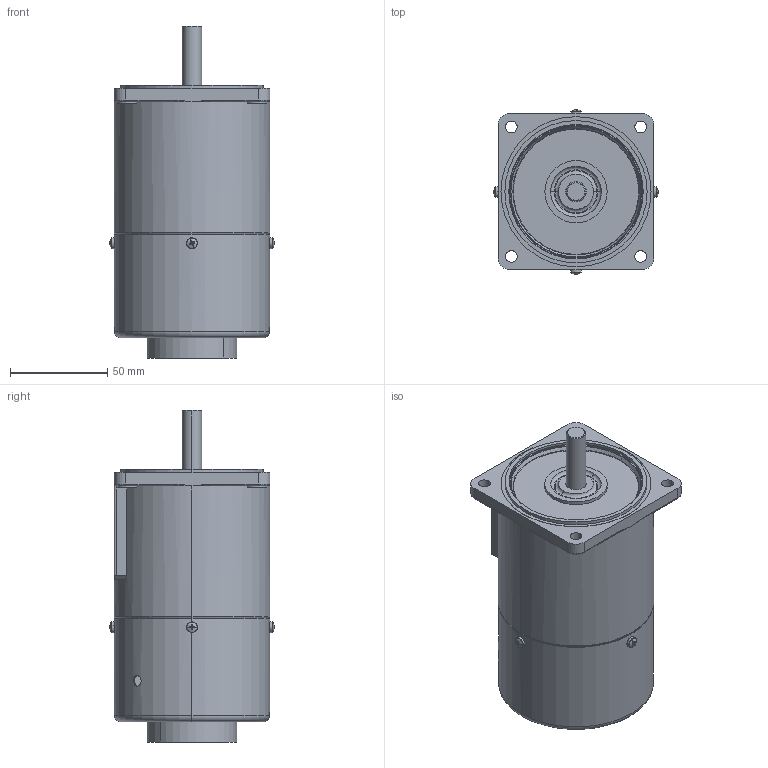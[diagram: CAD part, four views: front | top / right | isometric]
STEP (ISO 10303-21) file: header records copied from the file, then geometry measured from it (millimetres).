
FILE_DESCRIPTION (( 'STEP AP203' ), '1' );
FILE_NAME ('4RK25RA-CM.STEP', '2022-08-25T03:01:56', ( '' ), ( 'Microsoft' ), 'SwSTEP 2.0', 'SolidWorks 2020', '' );
FILE_SCHEMA (( 'CONFIG_CONTROL_DESIGN' ));
Length unit declared in the file: millimetre
Products named in the file (1): 4RK25RA-CM
Bounding box: 84.31 x 84.31 x 170.4 mm (x, y, z)
Surface area: 67411.9 mm2 (no closed solid volume)
Topology: 0 solids, 19 shells, 245 faces, 734 edges, 504 vertices
Faces by surface type: cylinder 89, plane 88, torus 30, cone 22, bspline 8, sphere 8
Entity records: 9533 total; most frequent: CARTESIAN_POINT 2846, DIRECTION 1500, ORIENTED_EDGE 1214, EDGE_CURVE 726, AXIS2_PLACEMENT_3D 634, VERTEX_POINT 504, CIRCLE 396, EDGE_LOOP 297
